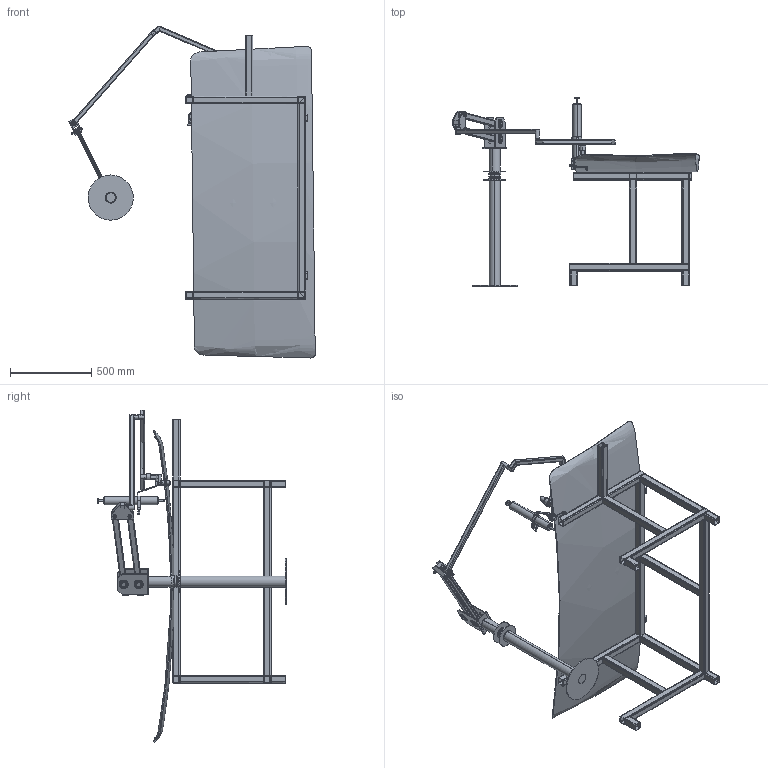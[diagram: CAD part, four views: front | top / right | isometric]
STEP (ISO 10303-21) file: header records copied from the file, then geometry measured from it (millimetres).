
FILE_DESCRIPTION(('FreeCAD Model'),'2;1');
FILE_NAME('Open CASCADE Shape Model','2025-05-09T15:48:59',('FreeCAD'),( 'FreeCAD'),'Open CASCADE STEP processor 7.6','FreeCAD','Unknown');
FILE_SCHEMA(('AUTOMOTIVE_DESIGN { 1 0 10303 214 1 1 1 1 }'));
Products named in the file (1): Open CASCADE STEP translator 7.6 1
Bounding box: 1511.92 x 1154.78 x 2037.45 mm (x, y, z)
Volume: 15317212 mm3; surface area: 7047513.1 mm2
Topology: 93 solids, 93 shells, 1462 faces, 3339 edges, 2117 vertices
Faces by surface type: bspline 1462
Entity records: 49908 total; most frequent: CARTESIAN_POINT 30361, ORIENTED_EDGE 6666, EDGE_CURVE 3333, VERTEX_POINT 2117, B_SPLINE_CURVE_WITH_KNOTS 1747, FACE_BOUND 1720, EDGE_LOOP 1720, ADVANCED_FACE 1462
